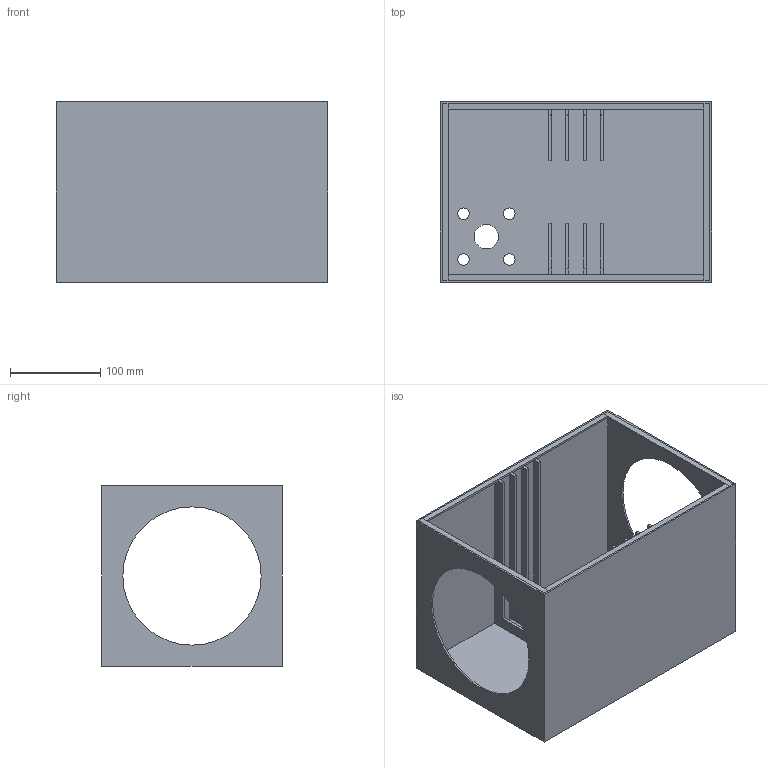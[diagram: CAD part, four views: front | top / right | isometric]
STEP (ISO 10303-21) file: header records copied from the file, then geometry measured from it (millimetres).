
FILE_DESCRIPTION(('FreeCAD Model'),'2;1');
FILE_NAME('Open CASCADE Shape Model','2023-06-18T11:37:22',(''),(''), 'Open CASCADE STEP processor 7.6','FreeCAD','Unknown');
FILE_SCHEMA(('AUTOMOTIVE_DESIGN { 1 0 10303 214 1 1 1 1 }'));
Length unit declared in the file: millimetre
Products named in the file (7): AssemblyBox; LCS_0; Box; LCS_1; LCS_2; LCS_3; LCS_4
Assembly tree (6 placements, depth 2):
  AssemblyBox
    LCS_0
    Box
    LCS_1
    LCS_2
    LCS_3
    LCS_4
Bounding box: 300 x 200 x 200 mm (x, y, z)
Volume: 625332.3 mm3; surface area: 517388.8 mm2
Topology: 1 solids, 1 shells, 144 faces, 375 edges, 234 vertices
Faces by surface type: plane 137, cylinder 7
Full cylindrical faces by diameter (mm): 12.7 x4, 26.988 x1, 153.007 x2
Entity records: 9323 total; most frequent: CARTESIAN_POINT 1552, DIRECTION 1434, LINE 1097, VECTOR 1097, ORIENTED_EDGE 750, PCURVE 750, DEFINITIONAL_REPRESENTATION 750, EDGE_CURVE 375
